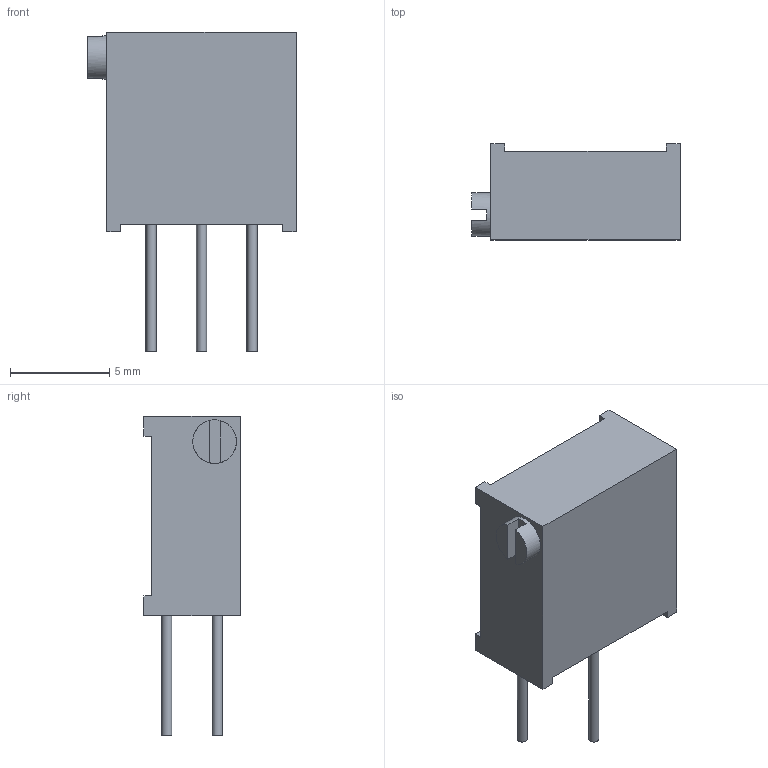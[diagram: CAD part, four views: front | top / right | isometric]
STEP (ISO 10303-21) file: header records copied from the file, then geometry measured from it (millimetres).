
FILE_DESCRIPTION(('FreeCAD Model'),'2;1');
FILE_NAME('Potentiometer_Bourns_3296Z_Horizontal.step','2019-01-13T01:41:43',('kicad StepUp'),('ksu MCAD'), 'Open CASCADE STEP processor 7.3','FreeCAD','Unknown');
FILE_SCHEMA(('AUTOMOTIVE_DESIGN { 1 0 10303 214 1 1 1 1 }'));
Length unit declared in the file: millimetre
Products named in the file (1): Potentiometer_Bourns_3296Z_Horizontal
Bounding box: 10.48 x 4.83 x 16.05 mm (x, y, z)
Volume: 419.3 mm3; surface area: 407.3 mm2
Topology: 1 solids, 1 shells, 32 faces, 78 edges, 52 vertices
Faces by surface type: plane 28, cylinder 4
Full cylindrical faces by diameter (mm): 0.51 x3, 2.19 x1
Entity records: 671 total; most frequent: ORIENTED_EDGE 124, CARTESIAN_POINT 92, EDGE_CURVE 78, LINE 66, VERTEX_POINT 52, FACE_BOUND 36, EDGE_LOOP 36, AXIS2_PLACEMENT_3D 34
